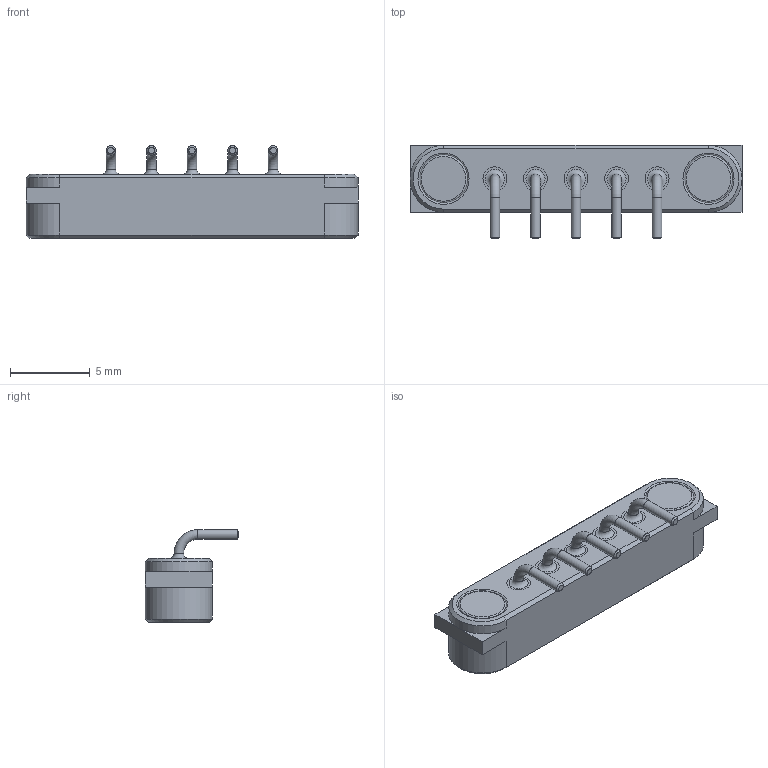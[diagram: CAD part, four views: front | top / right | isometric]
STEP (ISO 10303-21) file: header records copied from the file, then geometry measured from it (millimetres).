
FILE_DESCRIPTION(/* description */ (''),/* implementation_level */ '2;1');
FILE_NAME(/* name */ 'PogoFemaleRA-5pin.step',/* time_stamp */ '2024-07-15T22:09:11+03:00',/* author */ (''),/* organization */ (''),/* preprocessor_version */ 'ST-DEVELOPER v20',/* originating_system */ 'Autodesk Translation Framework v13.14.0.145',/* authorisation */ '');
FILE_SCHEMA (('AUTOMOTIVE_DESIGN { 1 0 10303 214 3 1 1 }'));
Length unit declared in the file: millimetre
Products named in the file (1): PogoFemaleRA-5pin
Bounding box: 20.8 x 5.85 x 5.8 mm (x, y, z)
Volume: 342.4 mm3; surface area: 731.5 mm2
Topology: 8 solids, 8 shells, 120 faces, 283 edges, 181 vertices
Faces by surface type: plane 46, cylinder 23, torus 23, cone 14, bspline 14
Full cylindrical faces by diameter (mm): 0.6 x5, 1.5 x10, 3 x4
Entity records: 4473 total; most frequent: CARTESIAN_POINT 1490, DIRECTION 591, ORIENTED_EDGE 556, EDGE_CURVE 278, AXIS2_PLACEMENT_3D 234, VERTEX_POINT 181, EDGE_LOOP 141, STYLED_ITEM 128
